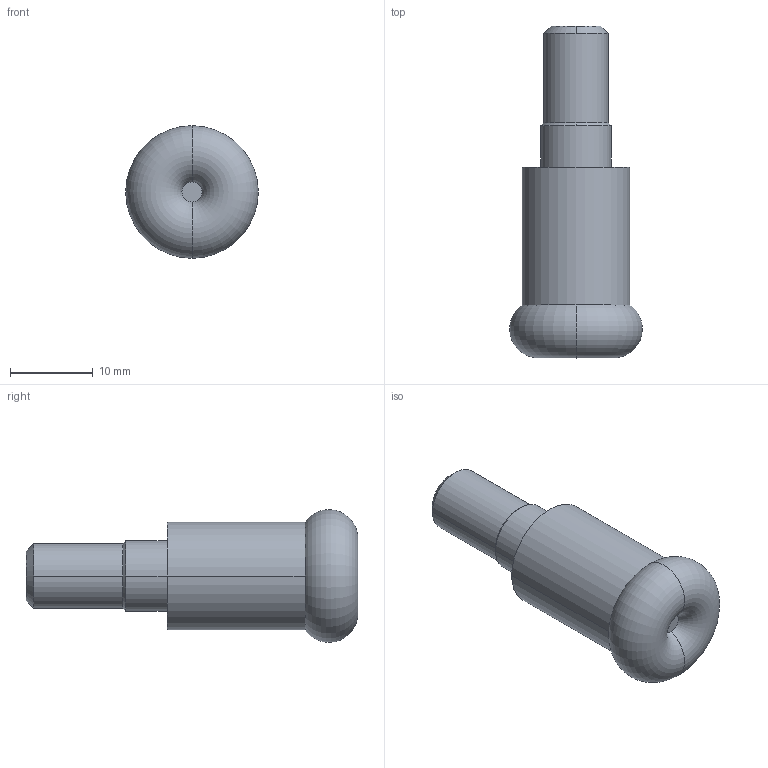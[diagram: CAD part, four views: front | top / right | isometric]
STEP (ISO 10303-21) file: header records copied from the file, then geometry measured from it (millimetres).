
FILE_DESCRIPTION (( 'STEP AP203' ), '1' );
FILE_NAME ('S809-16-23-02-72-.STEP', '2019-04-04T13:32:52', ( '' ), ( '' ), 'SwSTEP 2.0', 'SolidWorks 2018', '' );
FILE_SCHEMA (( 'CONFIG_CONTROL_DESIGN' ));
Length unit declared in the file: millimetre
Products named in the file (1): S809-16-23-02-72-
Bounding box: 15.99 x 40 x 15.99 mm (x, y, z)
Volume: 4111.7 mm3; surface area: 1704.8 mm2
Topology: 1 solids, 1 shells, 19 faces, 48 edges, 31 vertices
Faces by surface type: cylinder 8, cone 6, plane 3, torus 2
Entity records: 657 total; most frequent: DIRECTION 118, CARTESIAN_POINT 97, ORIENTED_EDGE 92, AXIS2_PLACEMENT_3D 52, EDGE_CURVE 46, CIRCLE 32, VERTEX_POINT 31, EDGE_LOOP 21
